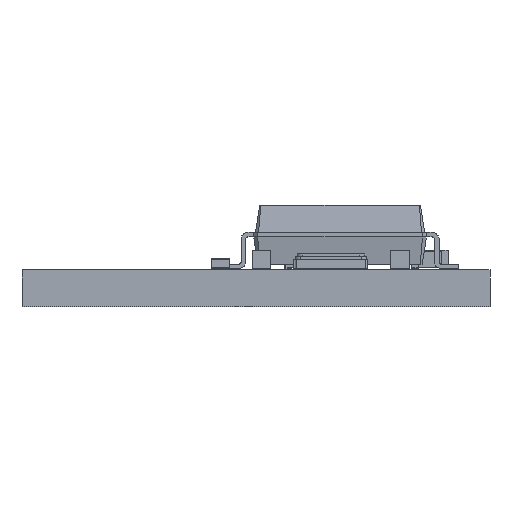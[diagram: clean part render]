
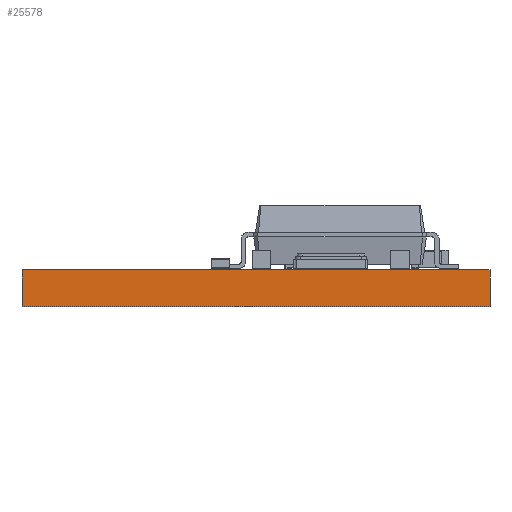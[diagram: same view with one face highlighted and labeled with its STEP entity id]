
A CAD part, front view. The second image highlights one B-rep face of the part: STEP entity #25578.
In plain terms, the highlighted planar face has unit normal (0, -1, 0).
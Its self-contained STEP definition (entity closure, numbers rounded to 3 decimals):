
#25462 = EDGE_CURVE('',#25463,#25465,#25467,.T.);
#25463 = VERTEX_POINT('',#25464);
#25464 = CARTESIAN_POINT('',(120.65,-82.55,0.));
#25465 = VERTEX_POINT('',#25466);
#25466 = CARTESIAN_POINT('',(120.65,-82.55,1.6));
#25467 = SURFACE_CURVE('',#25468,(#25472,#25484),.PCURVE_S1.);
#25468 = LINE('',#25469,#25470);
#25469 = CARTESIAN_POINT('',(120.65,-82.55,0.));
#25470 = VECTOR('',#25471,1.);
#25471 = DIRECTION('',(0.,0.,1.));
#25472 = PCURVE('',#25473,#25478);
#25473 = PLANE('',#25474);
#25474 = AXIS2_PLACEMENT_3D('',#25475,#25476,#25477);
#25475 = CARTESIAN_POINT('',(120.65,-82.55,0.));
#25476 = DIRECTION('',(-1.,0.,0.));
#25477 = DIRECTION('',(0.,1.,0.));
#25478 = DEFINITIONAL_REPRESENTATION('',(#25479),#25483);
#25479 = LINE('',#25480,#25481);
#25480 = CARTESIAN_POINT('',(0.,0.));
#25481 = VECTOR('',#25482,1.);
#25482 = DIRECTION('',(0.,-1.));
#25483 = ( GEOMETRIC_REPRESENTATION_CONTEXT(2) 
PARAMETRIC_REPRESENTATION_CONTEXT() REPRESENTATION_CONTEXT('2D SPACE',''
  ) );
#25484 = PCURVE('',#25485,#25490);
#25485 = PLANE('',#25486);
#25486 = AXIS2_PLACEMENT_3D('',#25487,#25488,#25489);
#25487 = CARTESIAN_POINT('',(100.33,-82.55,0.));
#25488 = DIRECTION('',(0.,1.,0.));
#25489 = DIRECTION('',(1.,0.,0.));
#25490 = DEFINITIONAL_REPRESENTATION('',(#25491),#25495);
#25491 = LINE('',#25492,#25493);
#25492 = CARTESIAN_POINT('',(20.32,0.));
#25493 = VECTOR('',#25494,1.);
#25494 = DIRECTION('',(0.,-1.));
#25495 = ( GEOMETRIC_REPRESENTATION_CONTEXT(2) 
PARAMETRIC_REPRESENTATION_CONTEXT() REPRESENTATION_CONTEXT('2D SPACE',''
  ) );
#25513 = PLANE('',#25514);
#25514 = AXIS2_PLACEMENT_3D('',#25515,#25516,#25517);
#25515 = CARTESIAN_POINT('',(110.49,-72.39,1.6));
#25516 = DIRECTION('',(0.,0.,1.));
#25517 = DIRECTION('',(1.,0.,-0.));
#25567 = PLANE('',#25568);
#25568 = AXIS2_PLACEMENT_3D('',#25569,#25570,#25571);
#25569 = CARTESIAN_POINT('',(110.49,-72.39,0.));
#25570 = DIRECTION('',(0.,0.,1.));
#25571 = DIRECTION('',(1.,0.,-0.));
#25578 = ADVANCED_FACE('',(#25579),#25485,.F.);
#25579 = FACE_BOUND('',#25580,.F.);
#25580 = EDGE_LOOP('',(#25581,#25611,#25632,#25633));
#25581 = ORIENTED_EDGE('',*,*,#25582,.T.);
#25582 = EDGE_CURVE('',#25583,#25585,#25587,.T.);
#25583 = VERTEX_POINT('',#25584);
#25584 = CARTESIAN_POINT('',(100.33,-82.55,0.));
#25585 = VERTEX_POINT('',#25586);
#25586 = CARTESIAN_POINT('',(100.33,-82.55,1.6));
#25587 = SURFACE_CURVE('',#25588,(#25592,#25599),.PCURVE_S1.);
#25588 = LINE('',#25589,#25590);
#25589 = CARTESIAN_POINT('',(100.33,-82.55,0.));
#25590 = VECTOR('',#25591,1.);
#25591 = DIRECTION('',(0.,0.,1.));
#25592 = PCURVE('',#25485,#25593);
#25593 = DEFINITIONAL_REPRESENTATION('',(#25594),#25598);
#25594 = LINE('',#25595,#25596);
#25595 = CARTESIAN_POINT('',(0.,0.));
#25596 = VECTOR('',#25597,1.);
#25597 = DIRECTION('',(0.,-1.));
#25598 = ( GEOMETRIC_REPRESENTATION_CONTEXT(2) 
PARAMETRIC_REPRESENTATION_CONTEXT() REPRESENTATION_CONTEXT('2D SPACE',''
  ) );
#25599 = PCURVE('',#25600,#25605);
#25600 = PLANE('',#25601);
#25601 = AXIS2_PLACEMENT_3D('',#25602,#25603,#25604);
#25602 = CARTESIAN_POINT('',(100.33,-80.01,0.));
#25603 = DIRECTION('',(1.,0.,-0.));
#25604 = DIRECTION('',(0.,-1.,0.));
#25605 = DEFINITIONAL_REPRESENTATION('',(#25606),#25610);
#25606 = LINE('',#25607,#25608);
#25607 = CARTESIAN_POINT('',(2.54,0.));
#25608 = VECTOR('',#25609,1.);
#25609 = DIRECTION('',(0.,-1.));
#25610 = ( GEOMETRIC_REPRESENTATION_CONTEXT(2) 
PARAMETRIC_REPRESENTATION_CONTEXT() REPRESENTATION_CONTEXT('2D SPACE',''
  ) );
#25611 = ORIENTED_EDGE('',*,*,#25612,.T.);
#25612 = EDGE_CURVE('',#25585,#25465,#25613,.T.);
#25613 = SURFACE_CURVE('',#25614,(#25618,#25625),.PCURVE_S1.);
#25614 = LINE('',#25615,#25616);
#25615 = CARTESIAN_POINT('',(100.33,-82.55,1.6));
#25616 = VECTOR('',#25617,1.);
#25617 = DIRECTION('',(1.,0.,0.));
#25618 = PCURVE('',#25485,#25619);
#25619 = DEFINITIONAL_REPRESENTATION('',(#25620),#25624);
#25620 = LINE('',#25621,#25622);
#25621 = CARTESIAN_POINT('',(0.,-1.6));
#25622 = VECTOR('',#25623,1.);
#25623 = DIRECTION('',(1.,0.));
#25624 = ( GEOMETRIC_REPRESENTATION_CONTEXT(2) 
PARAMETRIC_REPRESENTATION_CONTEXT() REPRESENTATION_CONTEXT('2D SPACE',''
  ) );
#25625 = PCURVE('',#25513,#25626);
#25626 = DEFINITIONAL_REPRESENTATION('',(#25627),#25631);
#25627 = LINE('',#25628,#25629);
#25628 = CARTESIAN_POINT('',(-10.16,-10.16));
#25629 = VECTOR('',#25630,1.);
#25630 = DIRECTION('',(1.,0.));
#25631 = ( GEOMETRIC_REPRESENTATION_CONTEXT(2) 
PARAMETRIC_REPRESENTATION_CONTEXT() REPRESENTATION_CONTEXT('2D SPACE',''
  ) );
#25632 = ORIENTED_EDGE('',*,*,#25462,.F.);
#25633 = ORIENTED_EDGE('',*,*,#25634,.F.);
#25634 = EDGE_CURVE('',#25583,#25463,#25635,.T.);
#25635 = SURFACE_CURVE('',#25636,(#25640,#25647),.PCURVE_S1.);
#25636 = LINE('',#25637,#25638);
#25637 = CARTESIAN_POINT('',(100.33,-82.55,0.));
#25638 = VECTOR('',#25639,1.);
#25639 = DIRECTION('',(1.,0.,0.));
#25640 = PCURVE('',#25485,#25641);
#25641 = DEFINITIONAL_REPRESENTATION('',(#25642),#25646);
#25642 = LINE('',#25643,#25644);
#25643 = CARTESIAN_POINT('',(0.,0.));
#25644 = VECTOR('',#25645,1.);
#25645 = DIRECTION('',(1.,0.));
#25646 = ( GEOMETRIC_REPRESENTATION_CONTEXT(2) 
PARAMETRIC_REPRESENTATION_CONTEXT() REPRESENTATION_CONTEXT('2D SPACE',''
  ) );
#25647 = PCURVE('',#25567,#25648);
#25648 = DEFINITIONAL_REPRESENTATION('',(#25649),#25653);
#25649 = LINE('',#25650,#25651);
#25650 = CARTESIAN_POINT('',(-10.16,-10.16));
#25651 = VECTOR('',#25652,1.);
#25652 = DIRECTION('',(1.,0.));
#25653 = ( GEOMETRIC_REPRESENTATION_CONTEXT(2) 
PARAMETRIC_REPRESENTATION_CONTEXT() REPRESENTATION_CONTEXT('2D SPACE',''
  ) );
